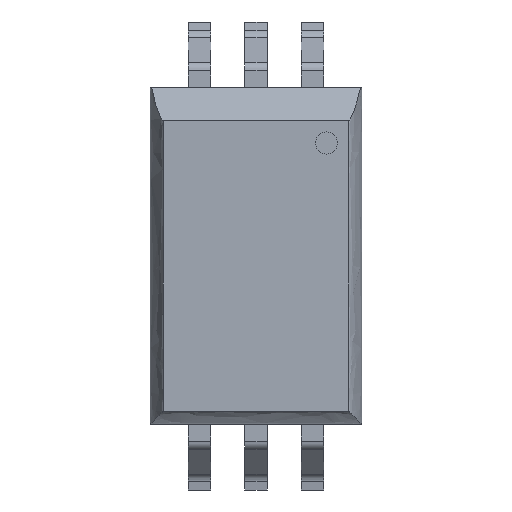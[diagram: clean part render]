
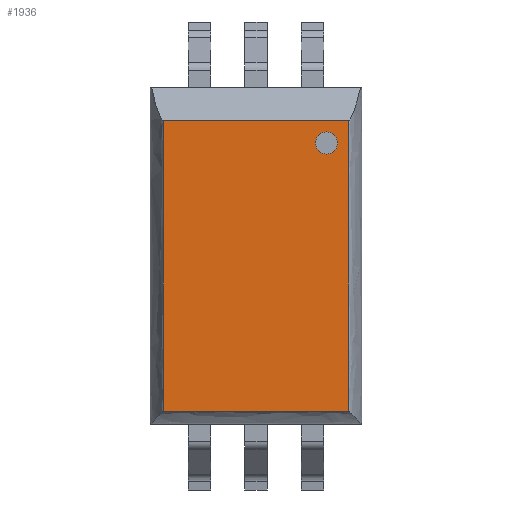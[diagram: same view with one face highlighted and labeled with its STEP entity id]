
A CAD part, front view. The second image highlights one B-rep face of the part: STEP entity #1936.
In plain terms, the highlighted planar face has unit normal (0, -1, 0).
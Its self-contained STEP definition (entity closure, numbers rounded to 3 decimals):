
#205 = VERTEX_POINT ( 'NONE', #4998 ) ;
#376 = EDGE_CURVE ( 'NONE', #1236, #2599, #1279, .T. ) ;
#480 = CARTESIAN_POINT ( 'NONE',  ( 0.697, -2.65, -3.5 ) ) ;
#690 = EDGE_CURVE ( 'NONE', #3671, #4769, #2403, .T. ) ;
#722 = B_SPLINE_CURVE_WITH_KNOTS ( 'NONE', 3,
 ( #4910, #2186, #3238, #1737 ),
 .UNSPECIFIED., .F., .F.,
 ( 4, 4 ),
 ( 0., 1. ),
 .UNSPECIFIED. ) ;
#810 = AXIS2_PLACEMENT_3D ( 'NONE', #3202, #4617, #3667 ) ;
#1016 = ORIENTED_EDGE ( 'NONE', *, *, #3297, .F. ) ;
#1079 = FACE_BOUND ( 'NONE', #4586, .T. ) ;
#1146 = ORIENTED_EDGE ( 'NONE', *, *, #1633, .T. ) ;
#1235 = ORIENTED_EDGE ( 'NONE', *, *, #5323, .F. ) ;
#1236 = VERTEX_POINT ( 'NONE', #3985 ) ;
#1271 = CARTESIAN_POINT ( 'NONE',  ( 2.09, -2.65, -3.5 ) ) ;
#1279 = B_SPLINE_CURVE_WITH_KNOTS ( 'NONE', 3,
 ( #2806, #5146, #480, #5128 ),
 .UNSPECIFIED., .F., .F.,
 ( 4, 4 ),
 ( 0., 1. ),
 .UNSPECIFIED. ) ;
#1316 = B_SPLINE_CURVE_WITH_KNOTS ( 'NONE', 3,
 ( #2913, #3877, #4791, #2467 ),
 .UNSPECIFIED., .F., .F.,
 ( 4, 4 ),
 ( 0., 1. ),
 .UNSPECIFIED. ) ;
#1357 = VECTOR ( 'NONE', #1751, 1000. ) ;
#1375 = AXIS2_PLACEMENT_3D ( 'NONE', #5714, #2832, #5251 ) ;
#1628 = ORIENTED_EDGE ( 'NONE', *, *, #5521, .T. ) ;
#1633 = EDGE_CURVE ( 'NONE', #4769, #1236, #1316, .T. ) ;
#1737 = CARTESIAN_POINT ( 'NONE',  ( 2.09, -2.65, 3.05 ) ) ;
#1751 = DIRECTION ( 'NONE',  ( -1., 0., 0. ) ) ;
#1936 = ADVANCED_FACE ( 'NONE', ( #1079, #4978 ), #3799, .F. ) ;
#2055 = ORIENTED_EDGE ( 'NONE', *, *, #376, .T. ) ;
#2186 = CARTESIAN_POINT ( 'NONE',  ( 2.09, -2.65, -1.317 ) ) ;
#2403 = LINE ( 'NONE', #3085, #1357 ) ;
#2467 = CARTESIAN_POINT ( 'NONE',  ( -2.09, -2.65, -3.5 ) ) ;
#2581 = CARTESIAN_POINT ( 'NONE',  ( 2.09, -2.65, 3.05 ) ) ;
#2599 = VERTEX_POINT ( 'NONE', #1271 ) ;
#2707 = ORIENTED_EDGE ( 'NONE', *, *, #690, .T. ) ;
#2806 = CARTESIAN_POINT ( 'NONE',  ( -2.09, -2.65, -3.5 ) ) ;
#2832 = DIRECTION ( 'NONE',  ( 0., 1., 0. ) ) ;
#2913 = CARTESIAN_POINT ( 'NONE',  ( -2.09, -2.65, 3.05 ) ) ;
#2985 = DIRECTION ( 'NONE',  ( 0., 0., -1. ) ) ;
#3085 = CARTESIAN_POINT ( 'NONE',  ( 2.39, -2.65, 3.05 ) ) ;
#3118 = CIRCLE ( 'NONE', #4949, 0.25 ) ;
#3202 = CARTESIAN_POINT ( 'NONE',  ( 1.59, -2.65, 2.55 ) ) ;
#3238 = CARTESIAN_POINT ( 'NONE',  ( 2.09, -2.65, 0.867 ) ) ;
#3278 = CIRCLE ( 'NONE', #810, 0.25 ) ;
#3297 = EDGE_CURVE ( 'NONE', #205, #4179, #3278, .T. ) ;
#3667 = DIRECTION ( 'NONE',  ( 0., 0., -1. ) ) ;
#3671 = VERTEX_POINT ( 'NONE', #2581 ) ;
#3799 = PLANE ( 'NONE',  #1375 ) ;
#3877 = CARTESIAN_POINT ( 'NONE',  ( -2.09, -2.65, 0.867 ) ) ;
#3949 = DIRECTION ( 'NONE',  ( 0., -1., 0. ) ) ;
#3985 = CARTESIAN_POINT ( 'NONE',  ( -2.09, -2.65, -3.5 ) ) ;
#4179 = VERTEX_POINT ( 'NONE', #5123 ) ;
#4586 = EDGE_LOOP ( 'NONE', ( #1016, #1235 ) ) ;
#4617 = DIRECTION ( 'NONE',  ( 0., -1., 0. ) ) ;
#4745 = EDGE_LOOP ( 'NONE', ( #2055, #1628, #2707, #1146 ) ) ;
#4769 = VERTEX_POINT ( 'NONE', #6005 ) ;
#4791 = CARTESIAN_POINT ( 'NONE',  ( -2.09, -2.65, -1.317 ) ) ;
#4910 = CARTESIAN_POINT ( 'NONE',  ( 2.09, -2.65, -3.5 ) ) ;
#4949 = AXIS2_PLACEMENT_3D ( 'NONE', #5823, #3949, #2985 ) ;
#4978 = FACE_OUTER_BOUND ( 'NONE', #4745, .T. ) ;
#4998 = CARTESIAN_POINT ( 'NONE',  ( 1.59, -2.65, 2.3 ) ) ;
#5123 = CARTESIAN_POINT ( 'NONE',  ( 1.59, -2.65, 2.8 ) ) ;
#5128 = CARTESIAN_POINT ( 'NONE',  ( 2.09, -2.65, -3.5 ) ) ;
#5146 = CARTESIAN_POINT ( 'NONE',  ( -0.697, -2.65, -3.5 ) ) ;
#5251 = DIRECTION ( 'NONE',  ( 0., 0., 1. ) ) ;
#5323 = EDGE_CURVE ( 'NONE', #4179, #205, #3118, .T. ) ;
#5521 = EDGE_CURVE ( 'NONE', #2599, #3671, #722, .T. ) ;
#5714 = CARTESIAN_POINT ( 'NONE',  ( 2.39, -2.65, 3.8 ) ) ;
#5823 = CARTESIAN_POINT ( 'NONE',  ( 1.59, -2.65, 2.55 ) ) ;
#6005 = CARTESIAN_POINT ( 'NONE',  ( -2.09, -2.65, 3.05 ) ) ;
